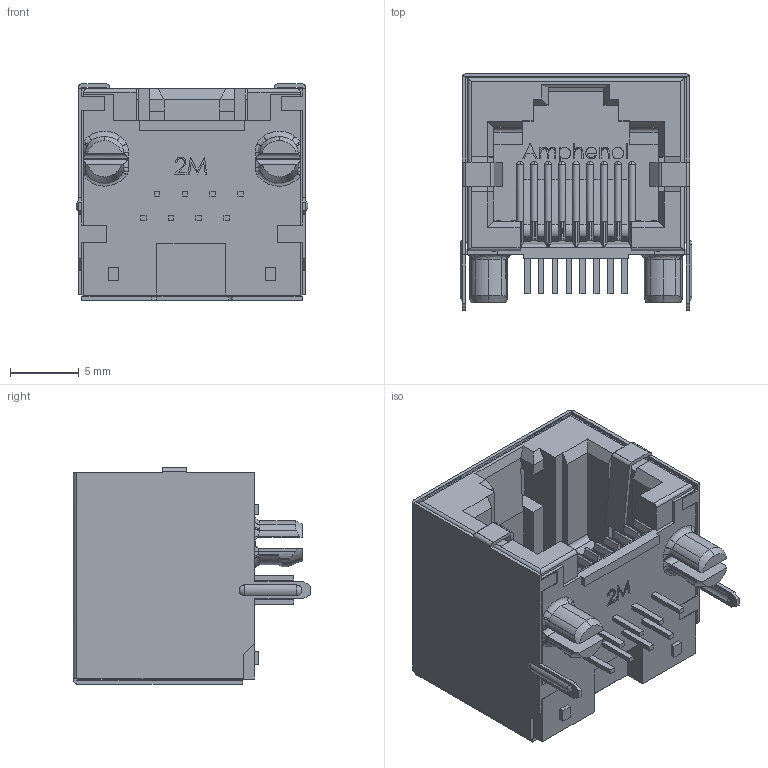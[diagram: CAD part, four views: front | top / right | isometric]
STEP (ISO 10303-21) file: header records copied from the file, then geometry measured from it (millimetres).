
FILE_DESCRIPTION (( 'STEP AP203' ), '1' );
FILE_NAME ('M-RJHSE-5E80-REVT1.STEP', '2017-03-09T03:36:47', ( '' ), ( '' ), 'SwSTEP 2.0', 'SolidWorks 2016', '' );
FILE_SCHEMA (( 'CONFIG_CONTROL_DESIGN' ));
Length unit declared in the file: inch
Products named in the file (1): M-RJHSE-5E80-REVT1
Bounding box: 16.83 x 17.25 x 15.75 mm (x, y, z)
Volume: 2131 mm3; surface area: 3915 mm2
Topology: 2 solids, 2 shells, 922 faces, 2617 edges, 1727 vertices
Faces by surface type: plane 609, cylinder 161, bspline 144, cone 8
Entity records: 37003 total; most frequent: CARTESIAN_POINT 14809, ORIENTED_EDGE 5210, DIRECTION 3578, EDGE_CURVE 2605, LINE 1788, VECTOR 1788, VERTEX_POINT 1727, EDGE_LOOP 986
